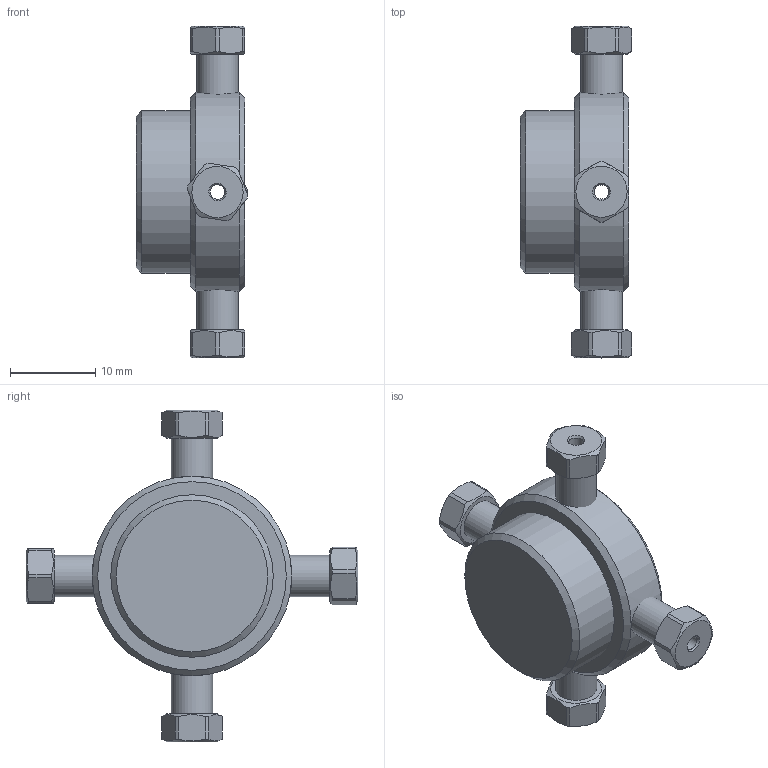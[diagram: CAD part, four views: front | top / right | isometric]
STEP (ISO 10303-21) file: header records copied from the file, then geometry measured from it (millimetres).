
FILE_DESCRIPTION((''),'2;1');
FILE_NAME('305028-ZX1 Cross.stp','2013-08-21T14:06:47',('Franzp'),(''),'Autodesk Inventor 2013','Autodesk Inventor 2013','');
FILE_SCHEMA(('AUTOMOTIVE_DESIGN { 1 0 10303 214 1 1 1 1 }'));
Length unit declared in the file: millimetre
Products named in the file (1): 305028_Shrinkwrap_1
Bounding box: 13.07 x 38.88 x 38.88 mm (x, y, z)
Surface area: 2671.5 mm2 (no closed solid volume)
Topology: 0 solids, 5 shells, 84 faces, 225 edges, 151 vertices
Faces by surface type: plane 35, cylinder 34, cone 15
Full cylindrical faces by diameter (mm): 1.727 x4, 4.826 x4, 19.02 x1, 23.368 x1
Entity records: 2619 total; most frequent: CARTESIAN_POINT 647, DIRECTION 384, ORIENTED_EDGE 358, EDGE_CURVE 187, AXIS2_PLACEMENT_3D 168, VERTEX_POINT 139, EDGE_LOOP 122, FACE_OUTER_BOUND 84
